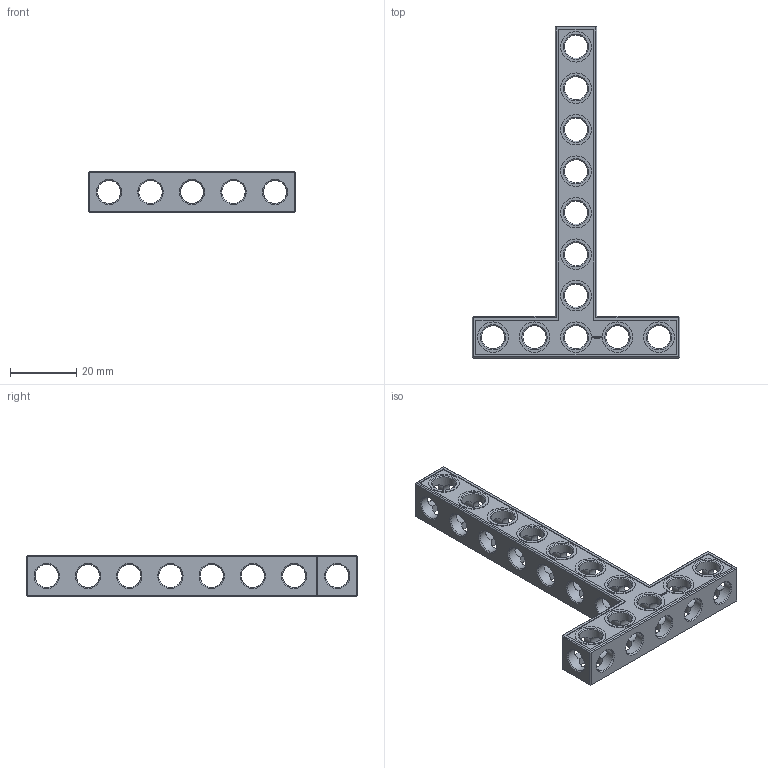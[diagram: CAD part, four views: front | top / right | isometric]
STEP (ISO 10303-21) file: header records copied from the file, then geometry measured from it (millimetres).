
FILE_DESCRIPTION(('FreeCAD Model'),'2;1');
FILE_NAME('Open CASCADE Shape Model','2021-08-07T23:15:53',( 'Paulo Kiefe'),('STEMFIE.org'),'Open CASCADE STEP processor 7.4', 'FreeCAD','Unknown');
FILE_SCHEMA(('AUTOMOTIVE_DESIGN { 1 0 10303 214 1 1 1 1 }'));
Products named in the file (1): Beam_TSH_SYM_ESS_BU05x08x01_-_SPN-BEM-1025_(stemfie.org)
Bounding box: 62.5 x 100 x 12.5 mm (x, y, z)
Volume: 11710.6 mm3; surface area: 10614 mm2
Topology: 1 solids, 1 shells, 657 faces, 1921 edges, 1262 vertices
Faces by surface type: plane 390, extrusion 144, cylinder 73, cone 50
Full cylindrical faces by diameter (mm): 7 x61, 9.2 x12
Entity records: 74233 total; most frequent: CARTESIAN_POINT 33179, DIRECTION 5981, VECTOR 4239, LINE 4095, ORIENTED_EDGE 3842, PCURVE 3842, DEFINITIONAL_REPRESENTATION 3842, EDGE_CURVE 1921
